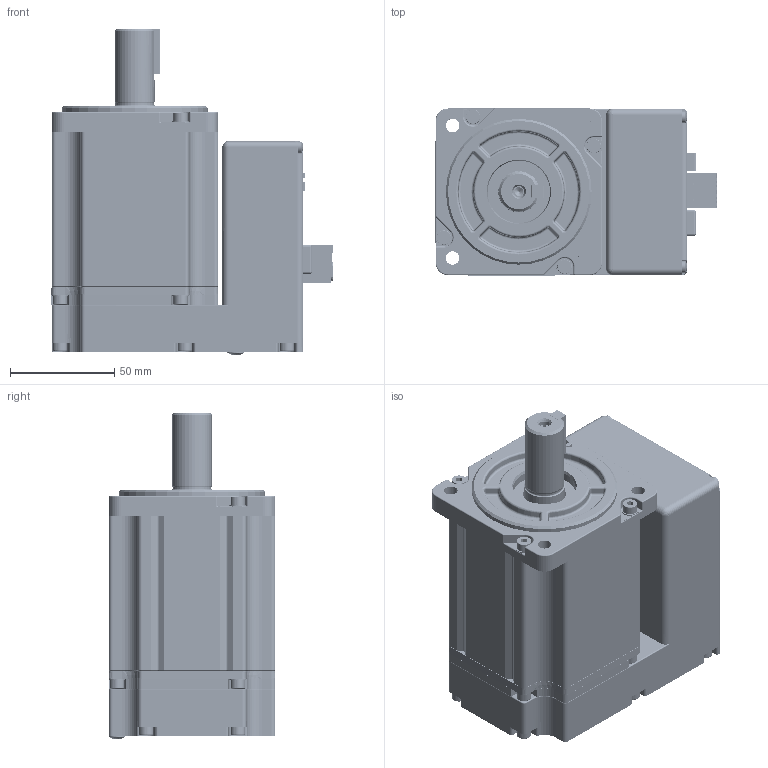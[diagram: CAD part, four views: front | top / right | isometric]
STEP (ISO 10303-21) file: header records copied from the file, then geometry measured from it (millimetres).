
FILE_DESCRIPTION (( 'STEP AP203' ), '1' );
FILE_NAME ('80 750W 棠晤 IP20 RC.STEP', '2024-04-03T08:59:42', ( 'Windows User' ), ( 'P R C' ), 'SwSTEP 2.0', 'SolidWorks 2022', '' );
FILE_SCHEMA (( 'CONFIG_CONTROL_DESIGN' ));
Products named in the file (1): 80 750W 磁编 IP20 RC
Bounding box: 135.07 x 80.15 x 156.86 mm (x, y, z)
Surface area: 172691.8 mm2 (no closed solid volume)
Topology: 0 solids, 184 shells, 5125 faces, 13181 edges, 8805 vertices
Faces by surface type: plane 2753, cylinder 1986, cone 140, torus 102, bspline 98, sphere 46
Entity records: 159169 total; most frequent: CARTESIAN_POINT 32322, DIRECTION 27136, ORIENTED_EDGE 24652, EDGE_CURVE 13113, AXIS2_PLACEMENT_3D 9410, VERTEX_POINT 8805, VECTOR 8316, LINE 8316
